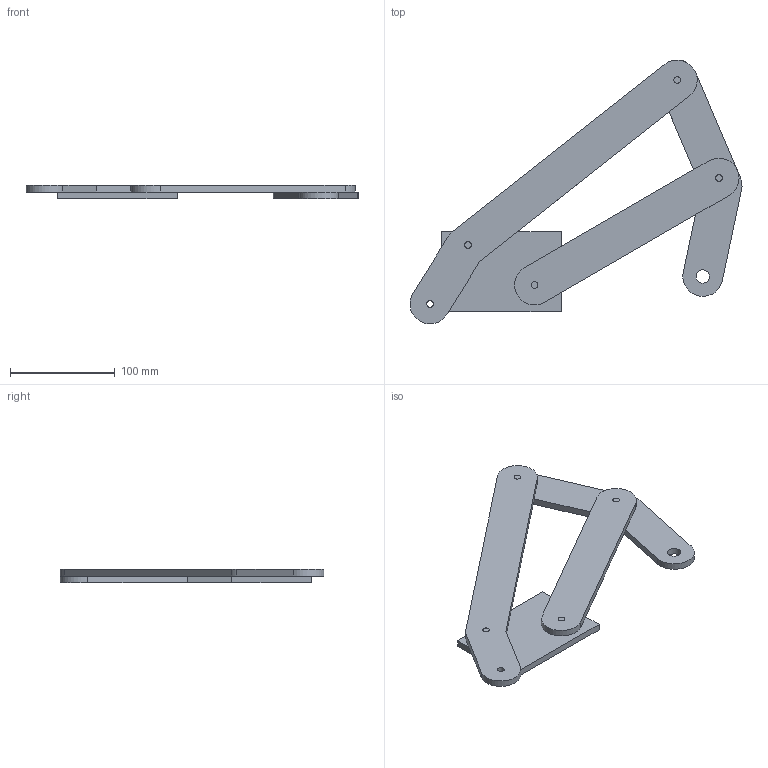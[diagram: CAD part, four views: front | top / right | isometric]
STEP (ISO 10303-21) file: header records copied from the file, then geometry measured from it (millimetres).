
FILE_DESCRIPTION(/* description */ ('STEP AP242','CAx-IF Rec.Pracs.---Representation and Presentation of Product Manufacturing Information (PMI)---4.0---2014-10-13','CAx-IF Rec.Pracs.---3D Tessellated Geometry---0.4---2014-09-14','2;1'),/* implementation_level */ '2;1');
FILE_NAME(/* name */ '669d9436e847b4316fbae712',/* time_stamp */ '2024-07-21T23:05:26Z',/* author */ (''),/* organization */ (''),/* preprocessor_version */ 'ST-DEVELOPER v20',/* originating_system */ ' ',/* authorisation */ ' ');
FILE_SCHEMA (('AP242_MANAGED_MODEL_BASED_3D_ENGINEERING_MIM_LF { 1 0 10303 442 1 1 4 }'));
Length unit declared in the file: metre
Products named in the file (6): Assembly 2; Part 1; CADvent Day 18 a
Assembly tree (8 placements, depth 2):
  Assembly 2
    Part 1
    Part 1
    Part 1  x4
    Part 1
    CADvent Day 18 a
Bounding box: 316.49 x 251.52 x 12.7 mm (x, y, z)
Volume: 250695.7 mm3; surface area: 94980.3 mm2
Topology: 8 solids, 8 shells, 52 faces, 108 edges, 72 vertices
Faces by surface type: plane 30, cylinder 22
Full cylindrical faces by diameter (mm): 6.35 x13, 12.7 x1
Entity records: 1387 total; most frequent: DIRECTION 230, CARTESIAN_POINT 206, ORIENTED_EDGE 176, AXIS2_PLACEMENT_3D 90, EDGE_CURVE 88, EDGE_LOOP 74, FACE_BOUND 74, VERTEX_POINT 66
